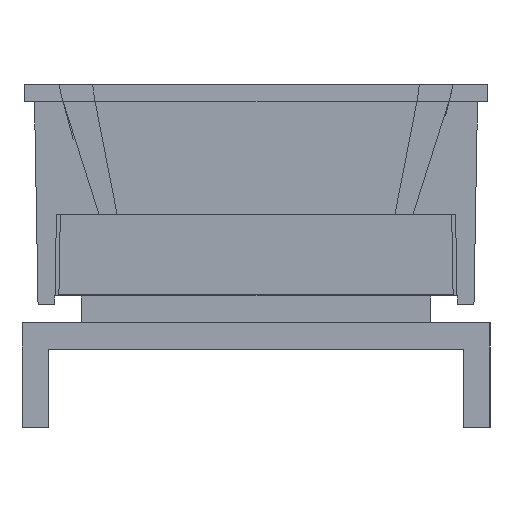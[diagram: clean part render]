
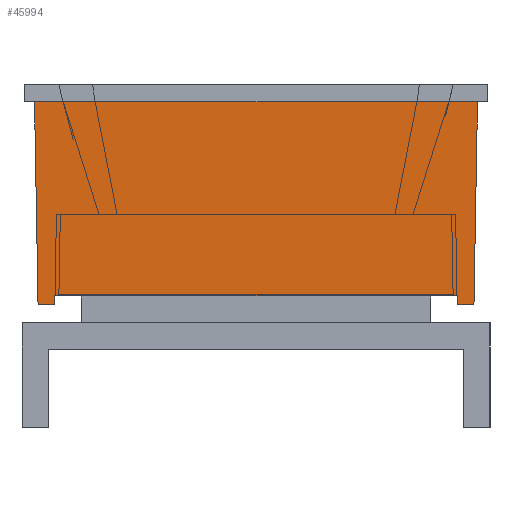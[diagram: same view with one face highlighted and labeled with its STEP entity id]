
A CAD part, left-side view. The second image highlights one B-rep face of the part: STEP entity #45994.
In plain terms, the highlighted face is planar.
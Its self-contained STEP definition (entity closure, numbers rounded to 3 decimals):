
#178 = DIRECTION ( 'NONE',  ( 0.017, -0.017, -1. ) ) ;
#1451 = DIRECTION ( 'NONE',  ( 0.017, -0.017, -1. ) ) ;
#3457 = CARTESIAN_POINT ( 'NONE',  ( -11.519, -528.731, -7.049 ) ) ;
#6325 = DIRECTION ( 'NONE',  ( 1., 0., 0. ) ) ;
#8845 = VECTOR ( 'NONE', #6325, 1000. ) ;
#9715 = DIRECTION ( 'NONE',  ( 0.017, 0.017, 1. ) ) ;
#9825 = FACE_OUTER_BOUND ( 'NONE', #51369, .T. ) ;
#10026 = VERTEX_POINT ( 'NONE', #26585 ) ;
#12372 = LINE ( 'NONE', #41051, #16814 ) ;
#13675 = VECTOR ( 'NONE', #9715, 1000. ) ;
#15547 = DIRECTION ( 'NONE',  ( -0.017, -0.017, -1. ) ) ;
#16045 = EDGE_CURVE ( 'NONE', #73265, #19778, #51859, .T. ) ;
#16059 = ORIENTED_EDGE ( 'NONE', *, *, #54232, .F. ) ;
#16814 = VECTOR ( 'NONE', #1451, 1000. ) ;
#17025 = EDGE_CURVE ( 'NONE', #71832, #38477, #35023, .T. ) ;
#18847 = ORIENTED_EDGE ( 'NONE', *, *, #23499, .F. ) ;
#19636 = CARTESIAN_POINT ( 'NONE',  ( 11.519, -528.731, -7.049 ) ) ;
#19778 = VERTEX_POINT ( 'NONE', #36992 ) ;
#20116 = ORIENTED_EDGE ( 'NONE', *, *, #46759, .F. ) ;
#22145 = CARTESIAN_POINT ( 'NONE',  ( 11.51, -528.739, -7.549 ) ) ;
#23499 = EDGE_CURVE ( 'NONE', #10026, #71832, #32706, .T. ) ;
#23661 = CARTESIAN_POINT ( 'NONE',  ( -11.51, -528.739, -7.549 ) ) ;
#25066 = ORIENTED_EDGE ( 'NONE', *, *, #17025, .F. ) ;
#25606 = CARTESIAN_POINT ( 'NONE',  ( -12.683, -528.933, -18.649 ) ) ;
#25699 = CARTESIAN_POINT ( 'NONE',  ( -12.481, -528.731, -7.049 ) ) ;
#26489 = LINE ( 'NONE', #32894, #43367 ) ;
#26585 = CARTESIAN_POINT ( 'NONE',  ( 11.51, -528.739, -7.549 ) ) ;
#27004 = VECTOR ( 'NONE', #52027, 1000. ) ;
#28759 = ORIENTED_EDGE ( 'NONE', *, *, #63849, .T. ) ;
#28883 = VECTOR ( 'NONE', #38792, 1000. ) ;
#31360 = VERTEX_POINT ( 'NONE', #25699 ) ;
#32706 = LINE ( 'NONE', #22145, #13675 ) ;
#32894 = CARTESIAN_POINT ( 'NONE',  ( -12.481, -528.731, -7.049 ) ) ;
#34272 = LINE ( 'NONE', #58784, #27004 ) ;
#35023 = LINE ( 'NONE', #62975, #35452 ) ;
#35213 = CARTESIAN_POINT ( 'NONE',  ( -11.519, -528.731, -7.049 ) ) ;
#35452 = VECTOR ( 'NONE', #57689, 1000. ) ;
#35992 = VERTEX_POINT ( 'NONE', #53868 ) ;
#36992 = CARTESIAN_POINT ( 'NONE',  ( -11.51, -528.739, -7.549 ) ) ;
#38477 = VERTEX_POINT ( 'NONE', #56219 ) ;
#38792 = DIRECTION ( 'NONE',  ( 1., 0., 0. ) ) ;
#39651 = VERTEX_POINT ( 'NONE', #56412 ) ;
#40453 = ORIENTED_EDGE ( 'NONE', *, *, #62439, .T. ) ;
#40835 = ORIENTED_EDGE ( 'NONE', *, *, #16045, .F. ) ;
#41051 = CARTESIAN_POINT ( 'NONE',  ( 12.481, -528.731, -7.049 ) ) ;
#43367 = VECTOR ( 'NONE', #15547, 1000. ) ;
#43422 = DIRECTION ( 'NONE',  ( 0., -1., 0.017 ) ) ;
#43803 = PLANE ( 'NONE',  #70323 ) ;
#44549 = CARTESIAN_POINT ( 'NONE',  ( 0., -528.75, -8.158 ) ) ;
#45994 = ADVANCED_FACE ( 'NONE', ( #9825 ), #43803, .T. ) ;
#46759 = EDGE_CURVE ( 'NONE', #19778, #10026, #51994, .T. ) ;
#49010 = LINE ( 'NONE', #25606, #28883 ) ;
#51369 = EDGE_LOOP ( 'NONE', ( #20116, #40835, #16059, #40453, #28759, #67822, #25066, #18847 ) ) ;
#51859 = LINE ( 'NONE', #35213, #61948 ) ;
#51994 = LINE ( 'NONE', #23661, #8845 ) ;
#52027 = DIRECTION ( 'NONE',  ( 1., 0., 0. ) ) ;
#53868 = CARTESIAN_POINT ( 'NONE',  ( 12.683, -528.933, -18.649 ) ) ;
#54232 = EDGE_CURVE ( 'NONE', #31360, #73265, #34272, .T. ) ;
#55480 = DIRECTION ( 'NONE',  ( 0., -0.017, -1. ) ) ;
#56219 = CARTESIAN_POINT ( 'NONE',  ( 12.481, -528.731, -7.049 ) ) ;
#56412 = CARTESIAN_POINT ( 'NONE',  ( -12.683, -528.933, -18.649 ) ) ;
#57689 = DIRECTION ( 'NONE',  ( 1., 0., 0. ) ) ;
#58784 = CARTESIAN_POINT ( 'NONE',  ( -12.481, -528.731, -7.049 ) ) ;
#61948 = VECTOR ( 'NONE', #178, 1000. ) ;
#62439 = EDGE_CURVE ( 'NONE', #31360, #39651, #26489, .T. ) ;
#62975 = CARTESIAN_POINT ( 'NONE',  ( 11.519, -528.731, -7.049 ) ) ;
#63849 = EDGE_CURVE ( 'NONE', #39651, #35992, #49010, .T. ) ;
#67822 = ORIENTED_EDGE ( 'NONE', *, *, #69433, .F. ) ;
#69433 = EDGE_CURVE ( 'NONE', #38477, #35992, #12372, .T. ) ;
#70323 = AXIS2_PLACEMENT_3D ( 'NONE', #44549, #43422, #55480 ) ;
#71832 = VERTEX_POINT ( 'NONE', #19636 ) ;
#73265 = VERTEX_POINT ( 'NONE', #3457 ) ;
